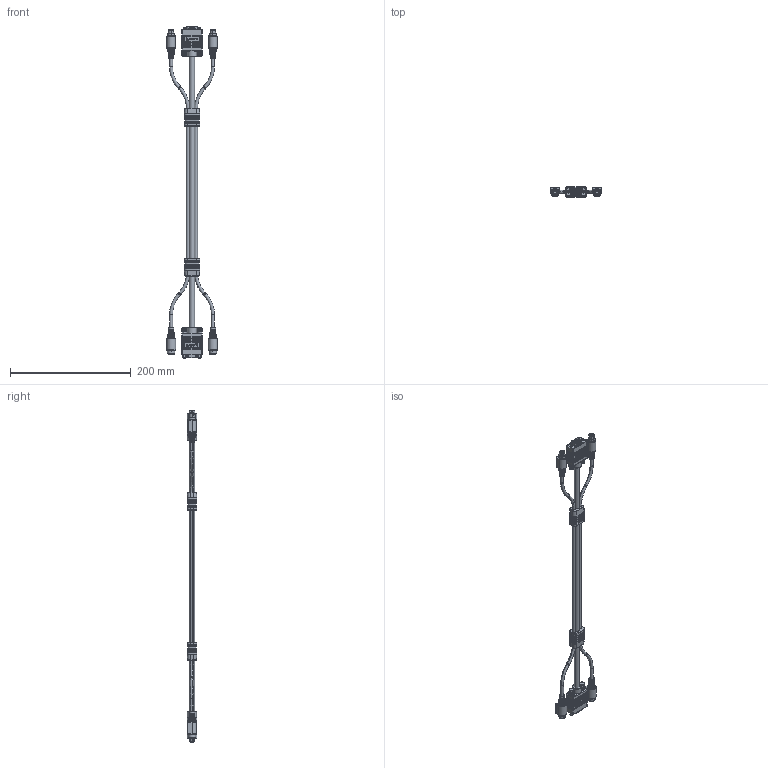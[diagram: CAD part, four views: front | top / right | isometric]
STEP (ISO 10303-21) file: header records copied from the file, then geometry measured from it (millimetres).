
FILE_DESCRIPTION (( 'STEP AP214' ), '1' );
FILE_NAME ('CTL3KVMF.STEP', '2019-07-15T16:29:14', ( '' ), ( '' ), 'SwSTEP 2.0', 'SolidWorks 2018', '' );
FILE_SCHEMA (( 'AUTOMOTIVE_DESIGN' ));
Length unit declared in the file: millimetre
Products named in the file (27): 1AV02-007_SINGLE CONTACT; MTN-232_A+MD6 JACK___; 1AA03-013-MA2___; MTN-231_A; 1AA03-014; MTN-231_A+MD6 PLUG___; 3AB01-117_female version; CTL3KVMF; 1AA03-012-MA1_W.O FERRULE; 1AY03-027___; MTN-231_B; 1AA03-013___; MTN-232_A; 1AJ06-029_CRMN9 Screw; 3AB01-117; 1AA03-013-MA1___; MTN-382___; 1AC04-003; MTN-469; MTN-231_B+MD6 PLUG___; SDH-PROD_through hole; MTN-232_B+MD6 JACK___; 1AL05-029___; MTN-232_B; 1AC04-004; MTN-209_New Logo
Assembly tree (50 placements, depth 4):
  CTL3KVMF
    3AB01-117_female version
      MTN-209_New Logo
      1AJ06-029_CRMN9 Screw  x2
      SDH-PROD_through hole  x2
      MTN-382___
      1AY03-027___
      1AC04-004
    1AL05-029___
    MTN-231_A+MD6 PLUG___
      1AA03-013___
        1AA03-013-MA2___
        1AA03-013-MA1___
      MTN-231_A
    MTN-231_B+MD6 PLUG___
      1AA03-013___
        1AA03-013-MA2___
        1AA03-013-MA1___
      MTN-231_B
    3AB01-117
      MTN-209_New Logo
      1AJ06-029_CRMN9 Screw  x2
      MTN-382___
      1AY03-027___
      1AC04-003
      1AV02-007_SINGLE CONTACT  x15
    MTN-232_A+MD6 JACK___
      1AA03-014
        1AA03-014
        1AA03-012-MA1_W.O FERRULE
      MTN-232_A
    MTN-232_B+MD6 JACK___
      1AA03-014
        1AA03-014
        1AA03-012-MA1_W.O FERRULE
      MTN-232_B
    MTN-469  x2
Bounding box: 84.39 x 16 x 550.93 mm (x, y, z)
Volume: 136301.6 mm3; surface area: 88674.2 mm2
Topology: 49 solids, 49 shells, 4631 faces, 12102 edges, 7755 vertices
Faces by surface type: plane 2037, cylinder 1449, bspline 666, torus 217, cone 190, sphere 72
Entity records: 109089 total; most frequent: CARTESIAN_POINT 40021, ORIENTED_EDGE 12758, DIRECTION 11422, EDGE_CURVE 6379, VERTEX_POINT 4108, AXIS2_PLACEMENT_3D 4092, VECTOR 3238, LINE 3238
